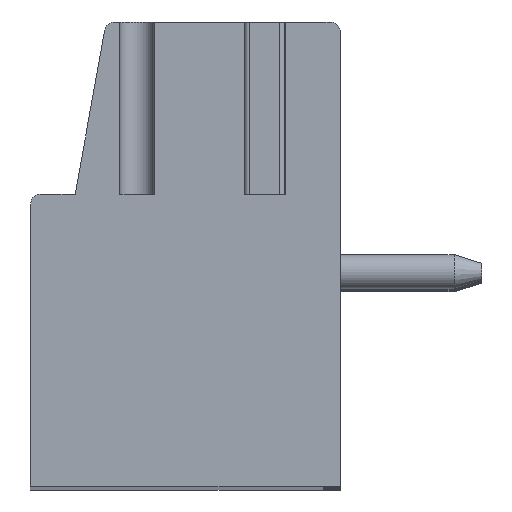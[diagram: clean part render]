
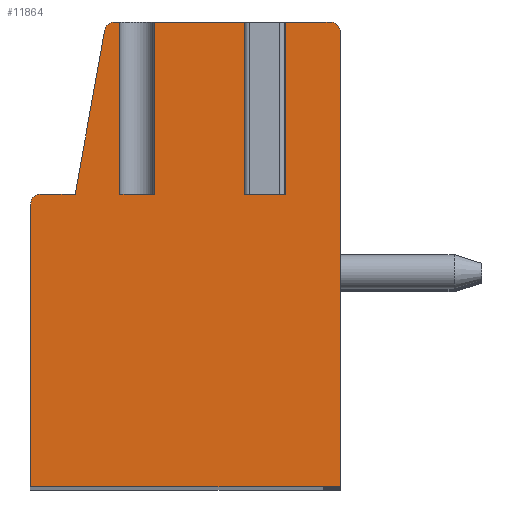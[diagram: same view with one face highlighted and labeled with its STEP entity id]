
A CAD part, top view. The second image highlights one B-rep face of the part: STEP entity #11864.
In plain terms, the highlighted planar face has unit normal (0, 0, 1).
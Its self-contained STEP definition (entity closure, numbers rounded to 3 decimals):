
#52=DIRECTION('',(1.,0.,0.));
#53=VECTOR('',#52,1.);
#54=CARTESIAN_POINT('',(-1.9,3.36,47.5));
#55=LINE('',#54,#53);
#56=DIRECTION('',(0.,1.,0.));
#57=VECTOR('',#56,5.);
#58=CARTESIAN_POINT('',(-0.9,3.36,47.5));
#59=LINE('',#58,#57);
#60=DIRECTION('',(-1.,0.,0.));
#61=VECTOR('',#60,2.8);
#62=CARTESIAN_POINT('',(1.9,8.36,47.5));
#63=LINE('',#62,#61);
#64=DIRECTION('',(0.,1.,0.));
#65=VECTOR('',#64,5.);
#66=CARTESIAN_POINT('',(1.9,3.36,47.5));
#67=LINE('',#66,#65);
#68=DIRECTION('',(1.,0.,0.));
#69=VECTOR('',#68,0.8);
#70=CARTESIAN_POINT('',(1.9,3.36,47.5));
#71=LINE('',#70,#69);
#72=DIRECTION('',(0.,1.,0.));
#73=VECTOR('',#72,5.);
#74=CARTESIAN_POINT('',(2.7,3.36,47.5));
#75=LINE('',#74,#73);
#76=DIRECTION('',(-1.,0.,0.));
#77=VECTOR('',#76,1.5);
#78=CARTESIAN_POINT('',(4.2,8.36,47.5));
#79=LINE('',#78,#77);
#80=CARTESIAN_POINT('',(4.2,8.06,47.5));
#81=DIRECTION('',(0.,0.,1.));
#82=DIRECTION('',(1.,0.,0.));
#83=AXIS2_PLACEMENT_3D('',#80,#81,#82);
#85=DIRECTION('',(0.,1.,0.));
#86=VECTOR('',#85,13.2);
#87=CARTESIAN_POINT('',(4.5,-5.14,47.5));
#88=LINE('',#87,#86);
#89=DIRECTION('',(1.,0.,0.));
#90=VECTOR('',#89,9.);
#91=CARTESIAN_POINT('',(-4.5,-5.14,47.5));
#92=LINE('',#91,#90);
#93=DIRECTION('',(0.,-1.,0.));
#94=VECTOR('',#93,8.2);
#95=CARTESIAN_POINT('',(-4.5,3.06,47.5));
#96=LINE('',#95,#94);
#97=CARTESIAN_POINT('',(-4.2,3.06,47.5));
#98=DIRECTION('',(0.,0.,1.));
#99=DIRECTION('',(0.,1.,0.));
#100=AXIS2_PLACEMENT_3D('',#97,#98,#99);
#102=DIRECTION('',(-1.,0.,0.));
#103=VECTOR('',#102,1.);
#104=CARTESIAN_POINT('',(-3.2,3.36,47.5));
#105=LINE('',#104,#103);
#106=DIRECTION('',(-0.177,-0.984,0.));
#107=VECTOR('',#106,4.829);
#108=CARTESIAN_POINT('',(-2.345,8.113,47.5));
#109=LINE('',#108,#107);
#110=CARTESIAN_POINT('',(-2.05,8.06,47.5));
#111=DIRECTION('',(0.,0.,1.));
#112=DIRECTION('',(0.,1.,0.));
#113=AXIS2_PLACEMENT_3D('',#110,#111,#112);
#115=DIRECTION('',(-1.,0.,0.));
#116=VECTOR('',#115,0.15);
#117=CARTESIAN_POINT('',(-1.9,8.36,47.5));
#118=LINE('',#117,#116);
#119=DIRECTION('',(0.,1.,0.));
#120=VECTOR('',#119,5.);
#121=CARTESIAN_POINT('',(-1.9,3.36,47.5));
#122=LINE('',#121,#120);
#9198=CARTESIAN_POINT('',(4.5,-5.14,47.5));
#9199=CARTESIAN_POINT('',(4.5,8.06,47.5));
#9200=VERTEX_POINT('',#9198);
#9201=VERTEX_POINT('',#9199);
#9202=CARTESIAN_POINT('',(4.2,8.36,47.5));
#9203=VERTEX_POINT('',#9202);
#9204=CARTESIAN_POINT('',(-2.05,8.36,47.5));
#9205=CARTESIAN_POINT('',(-2.345,8.113,47.5));
#9206=VERTEX_POINT('',#9204);
#9207=VERTEX_POINT('',#9205);
#9208=CARTESIAN_POINT('',(-3.2,3.36,47.5));
#9209=VERTEX_POINT('',#9208);
#9210=CARTESIAN_POINT('',(-4.2,3.36,47.5));
#9211=VERTEX_POINT('',#9210);
#9212=CARTESIAN_POINT('',(-4.5,3.06,47.5));
#9213=VERTEX_POINT('',#9212);
#9214=CARTESIAN_POINT('',(-4.5,-5.14,47.5));
#9215=VERTEX_POINT('',#9214);
#9503=CARTESIAN_POINT('',(1.9,3.36,47.5));
#9504=CARTESIAN_POINT('',(2.7,3.36,47.5));
#9505=VERTEX_POINT('',#9503);
#9506=VERTEX_POINT('',#9504);
#9507=CARTESIAN_POINT('',(2.7,8.36,47.5));
#9508=VERTEX_POINT('',#9507);
#9509=CARTESIAN_POINT('',(1.9,8.36,47.5));
#9510=VERTEX_POINT('',#9509);
#9531=CARTESIAN_POINT('',(-1.9,3.36,47.5));
#9532=CARTESIAN_POINT('',(-0.9,3.36,47.5));
#9533=VERTEX_POINT('',#9531);
#9534=VERTEX_POINT('',#9532);
#9535=CARTESIAN_POINT('',(-0.9,8.36,47.5));
#9536=VERTEX_POINT('',#9535);
#9537=CARTESIAN_POINT('',(-1.9,8.36,47.5));
#9538=VERTEX_POINT('',#9537);
#11823=CARTESIAN_POINT('',(0.,0.,47.5));
#11824=DIRECTION('',(0.,0.,1.));
#11825=DIRECTION('',(1.,0.,0.));
#11826=AXIS2_PLACEMENT_3D('',#11823,#11824,#11825);
#11827=PLANE('',#11826);
#11829=ORIENTED_EDGE('',*,*,#11828,.T.);
#11831=ORIENTED_EDGE('',*,*,#11830,.T.);
#11833=ORIENTED_EDGE('',*,*,#11832,.F.);
#11835=ORIENTED_EDGE('',*,*,#11834,.F.);
#11837=ORIENTED_EDGE('',*,*,#11836,.T.);
#11839=ORIENTED_EDGE('',*,*,#11838,.T.);
#11841=ORIENTED_EDGE('',*,*,#11840,.F.);
#11843=ORIENTED_EDGE('',*,*,#11842,.F.);
#11845=ORIENTED_EDGE('',*,*,#11844,.F.);
#11847=ORIENTED_EDGE('',*,*,#11846,.F.);
#11849=ORIENTED_EDGE('',*,*,#11848,.F.);
#11851=ORIENTED_EDGE('',*,*,#11850,.F.);
#11853=ORIENTED_EDGE('',*,*,#11852,.F.);
#11855=ORIENTED_EDGE('',*,*,#11854,.F.);
#11857=ORIENTED_EDGE('',*,*,#11856,.F.);
#11859=ORIENTED_EDGE('',*,*,#11858,.F.);
#11861=ORIENTED_EDGE('',*,*,#11860,.F.);
#11862=EDGE_LOOP('',(#11829,#11831,#11833,#11835,#11837,#11839,#11841,#11843,
#11845,#11847,#11849,#11851,#11853,#11855,#11857,#11859,#11861));
#11863=FACE_OUTER_BOUND('',#11862,.F.);
#84=CIRCLE('',#83,0.3);
#101=CIRCLE('',#100,0.3);
#114=CIRCLE('',#113,0.3);
#11828=EDGE_CURVE('',#9533,#9534,#55,.T.);
#11830=EDGE_CURVE('',#9534,#9536,#59,.T.);
#11832=EDGE_CURVE('',#9510,#9536,#63,.T.);
#11834=EDGE_CURVE('',#9505,#9510,#67,.T.);
#11836=EDGE_CURVE('',#9505,#9506,#71,.T.);
#11838=EDGE_CURVE('',#9506,#9508,#75,.T.);
#11840=EDGE_CURVE('',#9203,#9508,#79,.T.);
#11842=EDGE_CURVE('',#9201,#9203,#84,.T.);
#11844=EDGE_CURVE('',#9200,#9201,#88,.T.);
#11846=EDGE_CURVE('',#9215,#9200,#92,.T.);
#11848=EDGE_CURVE('',#9213,#9215,#96,.T.);
#11850=EDGE_CURVE('',#9211,#9213,#101,.T.);
#11852=EDGE_CURVE('',#9209,#9211,#105,.T.);
#11854=EDGE_CURVE('',#9207,#9209,#109,.T.);
#11856=EDGE_CURVE('',#9206,#9207,#114,.T.);
#11858=EDGE_CURVE('',#9538,#9206,#118,.T.);
#11860=EDGE_CURVE('',#9533,#9538,#122,.T.);
#11864=ADVANCED_FACE('',(#11863),#11827,.T.);
